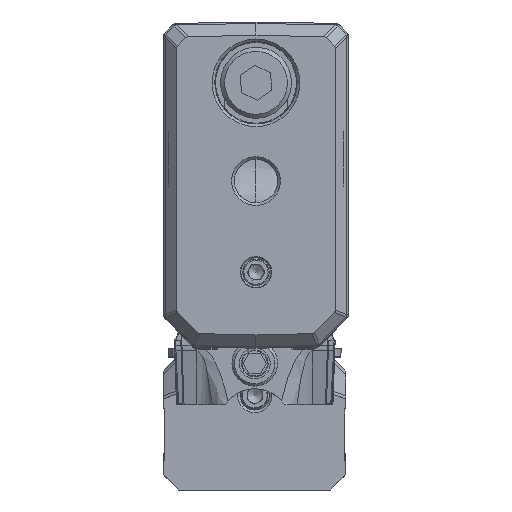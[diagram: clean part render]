
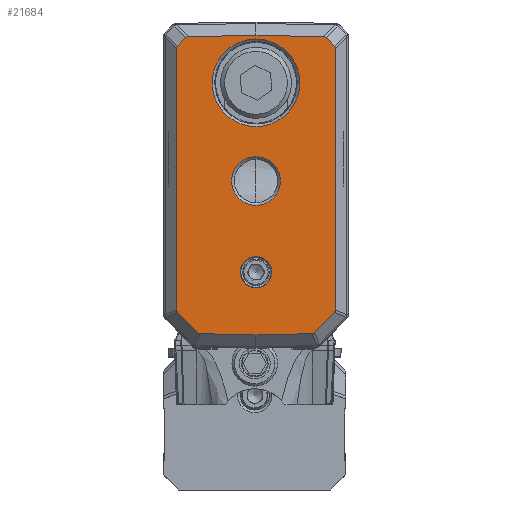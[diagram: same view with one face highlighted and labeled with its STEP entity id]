
A CAD part, front view. The second image highlights one B-rep face of the part: STEP entity #21684.
In plain terms, the highlighted planar face has unit normal (0, -1, 0).
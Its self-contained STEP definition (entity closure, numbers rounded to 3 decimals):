
#3622=FACE_BOUND('',#35507,.T.);
#3623=FACE_BOUND('',#35508,.T.);
#3624=FACE_BOUND('',#35509,.T.);
#3625=FACE_BOUND('',#35510,.T.);
#6893=ELLIPSE('',#112909,0.859,0.5);
#6894=ELLIPSE('',#112911,0.859,0.5);
#6895=ELLIPSE('',#112913,0.736,0.5);
#6896=ELLIPSE('',#112915,0.735,0.5);
#6897=ELLIPSE('',#112917,0.735,0.5);
#6898=ELLIPSE('',#112919,0.736,0.5);
#6899=ELLIPSE('',#112921,0.859,0.5);
#6900=ELLIPSE('',#112923,0.859,0.5);
#21684=ADVANCED_FACE('',(#3622,#3623,#3624,#3625),#26487,.T.);
#26487=PLANE('',#113019);
#35507=EDGE_LOOP('',(#48372,#48373,#48374,#48375,#48376,#48377,#48378,#48379,
#48380,#48381,#48382,#48383,#48384,#48385,#48386,#48387,#48388,#48389));
#35508=EDGE_LOOP('',(#48390));
#35509=EDGE_LOOP('',(#48391));
#35510=EDGE_LOOP('',(#48392));
#48372=ORIENTED_EDGE('',*,*,#79870,.T.);
#48373=ORIENTED_EDGE('',*,*,#79764,.T.);
#48374=ORIENTED_EDGE('',*,*,#79865,.T.);
#48375=ORIENTED_EDGE('',*,*,#79761,.T.);
#48376=ORIENTED_EDGE('',*,*,#79873,.T.);
#48377=ORIENTED_EDGE('',*,*,#79887,.T.);
#48378=ORIENTED_EDGE('',*,*,#79743,.T.);
#48379=ORIENTED_EDGE('',*,*,#79866,.T.);
#48380=ORIENTED_EDGE('',*,*,#79746,.T.);
#48381=ORIENTED_EDGE('',*,*,#79871,.T.);
#48382=ORIENTED_EDGE('',*,*,#79749,.T.);
#48383=ORIENTED_EDGE('',*,*,#79864,.T.);
#48384=ORIENTED_EDGE('',*,*,#79752,.T.);
#48385=ORIENTED_EDGE('',*,*,#79888,.T.);
#48386=ORIENTED_EDGE('',*,*,#79868,.T.);
#48387=ORIENTED_EDGE('',*,*,#79755,.T.);
#48388=ORIENTED_EDGE('',*,*,#79863,.T.);
#48389=ORIENTED_EDGE('',*,*,#79758,.T.);
#48390=ORIENTED_EDGE('',*,*,#79264,.T.);
#48391=ORIENTED_EDGE('',*,*,#79266,.T.);
#48392=ORIENTED_EDGE('',*,*,#79260,.T.);
#69359=VERTEX_POINT('',#159147);
#69363=VERTEX_POINT('',#159183);
#69365=VERTEX_POINT('',#159188);
#69686=VERTEX_POINT('',#163029);
#69687=VERTEX_POINT('',#163031);
#69688=VERTEX_POINT('',#163035);
#69689=VERTEX_POINT('',#163037);
#69690=VERTEX_POINT('',#163041);
#69691=VERTEX_POINT('',#163043);
#69692=VERTEX_POINT('',#163047);
#69693=VERTEX_POINT('',#163049);
#69694=VERTEX_POINT('',#163053);
#69695=VERTEX_POINT('',#163055);
#69696=VERTEX_POINT('',#163059);
#69697=VERTEX_POINT('',#163061);
#69698=VERTEX_POINT('',#163065);
#69699=VERTEX_POINT('',#163067);
#69700=VERTEX_POINT('',#163071);
#69701=VERTEX_POINT('',#163073);
#69753=VERTEX_POINT('',#163431);
#69754=VERTEX_POINT('',#163439);
#79260=EDGE_CURVE('',#69359,#69359,#106080,.T.);
#79264=EDGE_CURVE('',#69363,#69363,#106082,.T.);
#79266=EDGE_CURVE('',#69365,#69365,#106084,.T.);
#79743=EDGE_CURVE('',#69686,#69687,#6893,.T.);
#79746=EDGE_CURVE('',#69688,#69689,#6894,.T.);
#79749=EDGE_CURVE('',#69690,#69691,#6895,.T.);
#79752=EDGE_CURVE('',#69692,#69693,#6896,.T.);
#79755=EDGE_CURVE('',#69694,#69695,#6897,.T.);
#79758=EDGE_CURVE('',#69696,#69697,#6898,.T.);
#79761=EDGE_CURVE('',#69698,#69699,#6899,.T.);
#79764=EDGE_CURVE('',#69700,#69701,#6900,.T.);
#79863=EDGE_CURVE('',#69695,#69696,#91852,.T.);
#79864=EDGE_CURVE('',#69691,#69692,#91853,.T.);
#79865=EDGE_CURVE('',#69701,#69698,#91854,.T.);
#79866=EDGE_CURVE('',#69687,#69688,#91855,.T.);
#79868=EDGE_CURVE('',#69753,#69694,#91856,.T.);
#79870=EDGE_CURVE('',#69697,#69700,#91858,.T.);
#79871=EDGE_CURVE('',#69689,#69690,#91859,.T.);
#79873=EDGE_CURVE('',#69699,#69754,#91861,.T.);
#79887=EDGE_CURVE('',#69754,#69686,#91865,.T.);
#79888=EDGE_CURVE('',#69693,#69753,#91866,.T.);
#91852=LINE('',#163418,#99886);
#91853=LINE('',#163420,#99887);
#91854=LINE('',#163422,#99888);
#91855=LINE('',#163424,#99889);
#91856=LINE('',#163430,#99890);
#91858=LINE('',#163434,#99892);
#91859=LINE('',#163436,#99893);
#91861=LINE('',#163440,#99895);
#91865=LINE('',#163475,#99899);
#91866=LINE('',#163476,#99900);
#99886=VECTOR('',#126638,1.);
#99887=VECTOR('',#126641,1.);
#99888=VECTOR('',#126644,1.);
#99889=VECTOR('',#126647,1.);
#99890=VECTOR('',#126656,1.);
#99892=VECTOR('',#126660,1.);
#99893=VECTOR('',#126663,1.);
#99895=VECTOR('',#126667,1.);
#99899=VECTOR('',#126707,1.);
#99900=VECTOR('',#126708,1.);
#106080=CIRCLE('',#112641,2.4);
#106082=CIRCLE('',#112645,1.55);
#106084=CIRCLE('',#112648,4.323);
#112641=AXIS2_PLACEMENT_3D('',#159146,#125681,#125682);
#112645=AXIS2_PLACEMENT_3D('',#159182,#125689,#125690);
#112648=AXIS2_PLACEMENT_3D('',#159187,#125695,#125696);
#112909=AXIS2_PLACEMENT_3D('',#163032,#126414,#126415);
#112911=AXIS2_PLACEMENT_3D('',#163038,#126420,#126421);
#112913=AXIS2_PLACEMENT_3D('',#163044,#126426,#126427);
#112915=AXIS2_PLACEMENT_3D('',#163050,#126432,#126433);
#112917=AXIS2_PLACEMENT_3D('',#163056,#126438,#126439);
#112919=AXIS2_PLACEMENT_3D('',#163062,#126444,#126445);
#112921=AXIS2_PLACEMENT_3D('',#163068,#126450,#126451);
#112923=AXIS2_PLACEMENT_3D('',#163074,#126456,#126457);
#113019=AXIS2_PLACEMENT_3D('',#163477,#126709,#126710);
#125681=DIRECTION('',(0.,1.,0.));
#125682=DIRECTION('',(0.,0.,-1.));
#125689=DIRECTION('',(0.,1.,0.));
#125690=DIRECTION('',(0.,0.,-1.));
#125695=DIRECTION('',(0.,1.,0.));
#125696=DIRECTION('',(0.,0.,-1.));
#126414=DIRECTION('',(0.,-1.,0.));
#126415=DIRECTION('',(0.716,0.,-0.698));
#126420=DIRECTION('',(0.,-1.,0.));
#126421=DIRECTION('',(0.716,0.,-0.698));
#126426=DIRECTION('',(0.,-1.,0.));
#126427=DIRECTION('',(-0.926,0.,-0.379));
#126432=DIRECTION('',(0.,-1.,0.));
#126433=DIRECTION('',(-0.398,0.,-0.917));
#126438=DIRECTION('',(0.,-1.,0.));
#126439=DIRECTION('',(-0.398,0.,0.917));
#126444=DIRECTION('',(0.,-1.,0.));
#126445=DIRECTION('',(-0.926,0.,0.379));
#126450=DIRECTION('',(0.,-1.,0.));
#126451=DIRECTION('',(0.716,0.,0.698));
#126456=DIRECTION('',(0.,-1.,0.));
#126457=DIRECTION('',(0.716,0.,0.698));
#126638=DIRECTION('',(0.701,0.,0.713));
#126641=DIRECTION('',(0.701,0.,-0.713));
#126644=DIRECTION('',(-0.698,0.,0.716));
#126647=DIRECTION('',(-0.698,0.,-0.716));
#126656=DIRECTION('',(1.,0.,0.025));
#126660=DIRECTION('',(0.,0.,1.));
#126663=DIRECTION('',(0.,0.,-1.));
#126667=DIRECTION('',(-1.,0.,0.025));
#126707=DIRECTION('',(-1.,0.,-0.025));
#126708=DIRECTION('',(1.,0.,-0.025));
#126709=DIRECTION('',(0.,-1.,0.));
#126710=DIRECTION('',(0.,0.,-1.));
#159146=CARTESIAN_POINT('',(0.125,-28.5,-15.7));
#159147=CARTESIAN_POINT('',(0.125,-28.5,-18.1));
#159182=CARTESIAN_POINT('',(0.125,-28.5,-24.7));
#159183=CARTESIAN_POINT('',(0.125,-28.5,-26.25));
#159187=CARTESIAN_POINT('',(0.125,-28.5,-6.));
#159188=CARTESIAN_POINT('',(0.125,-28.5,-10.323));
#163029=CARTESIAN_POINT('',(-6.564,-28.5,-1.465));
#163031=CARTESIAN_POINT('',(-6.816,-28.5,-1.564));
#163032=CARTESIAN_POINT('',(-6.201,-28.5,-2.163));
#163035=CARTESIAN_POINT('',(-7.608,-28.5,-2.375));
#163037=CARTESIAN_POINT('',(-7.7,-28.5,-2.63));
#163038=CARTESIAN_POINT('',(-6.993,-28.5,-2.975));
#163041=CARTESIAN_POINT('',(-7.7,-28.5,-28.416));
#163043=CARTESIAN_POINT('',(-7.599,-28.5,-28.664));
#163044=CARTESIAN_POINT('',(-6.993,-28.5,-28.272));
#163047=CARTESIAN_POINT('',(-5.639,-28.5,-30.658));
#163049=CARTESIAN_POINT('',(-5.396,-28.5,-30.764));
#163050=CARTESIAN_POINT('',(-5.235,-28.5,-30.06));
#163053=CARTESIAN_POINT('',(5.646,-28.5,-30.764));
#163055=CARTESIAN_POINT('',(5.889,-28.5,-30.658));
#163056=CARTESIAN_POINT('',(5.485,-28.5,-30.06));
#163059=CARTESIAN_POINT('',(7.849,-28.5,-28.664));
#163061=CARTESIAN_POINT('',(7.95,-28.5,-28.416));
#163062=CARTESIAN_POINT('',(7.243,-28.5,-28.272));
#163065=CARTESIAN_POINT('',(7.066,-28.5,-1.564));
#163067=CARTESIAN_POINT('',(6.814,-28.5,-1.465));
#163068=CARTESIAN_POINT('',(6.451,-28.5,-2.163));
#163071=CARTESIAN_POINT('',(7.95,-28.5,-2.63));
#163073=CARTESIAN_POINT('',(7.858,-28.5,-2.375));
#163074=CARTESIAN_POINT('',(7.243,-28.5,-2.975));
#163418=CARTESIAN_POINT('',(-2.196,-28.5,-38.886));
#163420=CARTESIAN_POINT('',(-6.519,-28.5,-29.762));
#163422=CARTESIAN_POINT('',(14.544,-28.5,-9.227));
#163424=CARTESIAN_POINT('',(-23.195,-28.5,-18.349));
#163430=CARTESIAN_POINT('',(-9.027,-28.5,-31.126));
#163431=CARTESIAN_POINT('',(0.125,-28.5,-30.9));
#163434=CARTESIAN_POINT('',(7.95,-28.5,-32.2));
#163436=CARTESIAN_POINT('',(-7.7,-28.5,-32.2));
#163439=CARTESIAN_POINT('',(0.125,-28.5,-1.3));
#163440=CARTESIAN_POINT('',(-8.232,-28.5,-1.094));
#163475=CARTESIAN_POINT('',(-9.757,-28.5,-1.544));
#163476=CARTESIAN_POINT('',(-8.962,-28.5,-30.676));
#163477=CARTESIAN_POINT('',(-9.,-28.5,-32.2));
